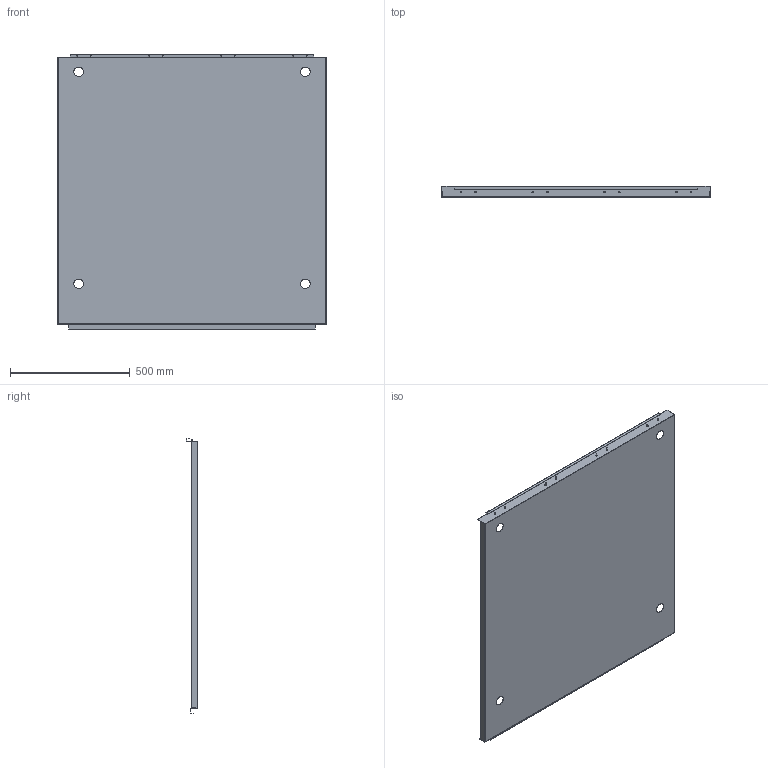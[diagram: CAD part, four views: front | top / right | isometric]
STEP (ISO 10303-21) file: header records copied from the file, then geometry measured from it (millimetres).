
FILE_DESCRIPTION((''),'2;1');
FILE_NAME('BYD81000004-007_ASM','2022-11-21T10:43:30',('zhang.hao86'),(''),'CREO PARAMETRIC BY PTC INC, 2021284','CREO PARAMETRIC BY PTC INC, 2021284','');
FILE_SCHEMA(('AUTOMOTIVE_DESIGN { 1 0 10303 214 1 1 1 1 }'));
Length unit declared in the file: millimetre
Products named in the file (3): BYD81000004-007; FHS-M4-10; BYD81000004-007_ASM
Assembly tree (9 placements, depth 2):
  BYD81000004-007_ASM
    BYD81000004-007
    FHS-M4-10  x8
Bounding box: 1117.6 x 46 x 1145.7 mm (x, y, z)
Volume: 1721112 mm3; surface area: 2874668.6 mm2
Topology: 9 solids, 9 shells, 180 faces, 414 edges, 260 vertices
Faces by surface type: plane 88, cylinder 72, cone 16, bspline 4
Entity records: 4945 total; most frequent: CARTESIAN_POINT 847, DIRECTION 642, ORIENTED_EDGE 604, EDGE_CURVE 302, PRESENTATION_STYLE_ASSIGNMENT 287, STYLED_ITEM 287, CURVE_STYLE 286, AXIS2_PLACEMENT_3D 223
